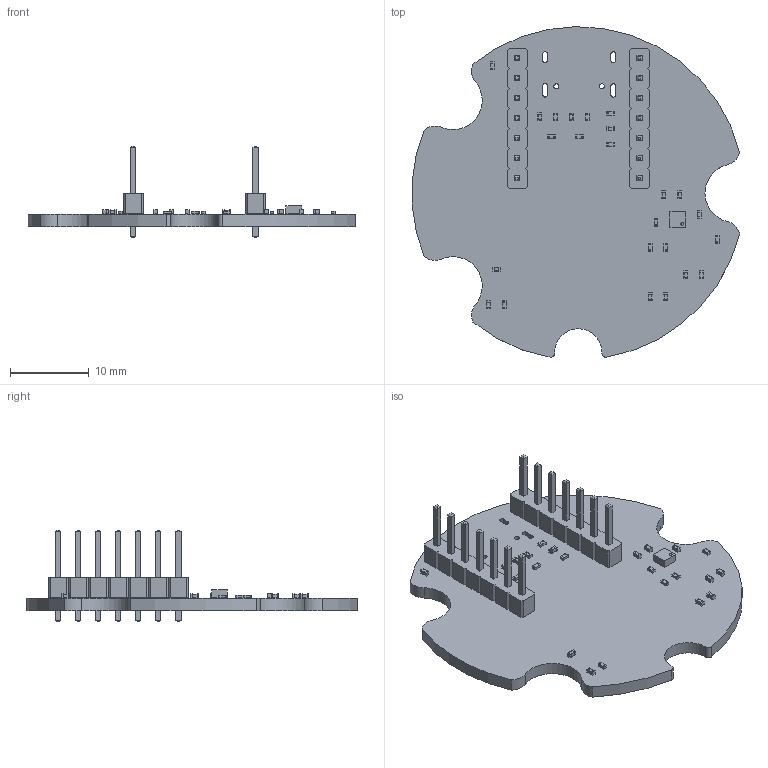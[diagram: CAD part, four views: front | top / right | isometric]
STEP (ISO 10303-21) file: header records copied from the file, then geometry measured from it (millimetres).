
FILE_DESCRIPTION(('KiCad electronic assembly'),'2;1');
FILE_NAME('sensor_puck.step','2024-10-05T22:38:08',('Pcbnew'),('Kicad'), 'Open CASCADE STEP processor 7.8','KiCad to STEP converter','Unknown' );
FILE_SCHEMA(('AUTOMOTIVE_DESIGN { 1 0 10303 214 1 1 1 1 }'));
Length unit declared in the file: millimetre
Products named in the file (10): sensor_puck 1; PinHeader_1x07_P2.54mm_Vertical; PinHeader_1x07_P254mm_Vertical; C_0402_1005Metric; R_0402_1005Metric; LGA-12_2x2mm_P0.5mm; LGA_12_2x2mm_P05mm; sensor_puck_PCB
Assembly tree (32 placements, depth 3):
  sensor_puck 1
    PinHeader_1x07_P2.54mm_Vertical  x2
      PinHeader_1x07_P254mm_Vertical
    C_0402_1005Metric  x14
      C_0402_1005Metric
    R_0402_1005Metric  x10
      R_0402_1005Metric
    LGA-12_2x2mm_P0.5mm
      LGA_12_2x2mm_P05mm
    sensor_puck_PCB
Bounding box: 41.49 x 41.9 x 11.54 mm (x, y, z)
Volume: 2311.5 mm3; surface area: 3652.4 mm2
Topology: 28 solids, 28 shells, 1114 faces, 2815 edges, 1826 vertices
Faces by surface type: plane 825, cylinder 289
Full cylindrical faces by diameter (mm): 0.35 x1, 0.65 x2, 1 x14
Entity records: 12547 total; most frequent: CARTESIAN_POINT 1782, DIRECTION 1731, ORIENTED_EDGE 1710, EDGE_CURVE 855, LINE 733, VECTOR 733, VERTEX_POINT 550, AXIS2_PLACEMENT_3D 499
